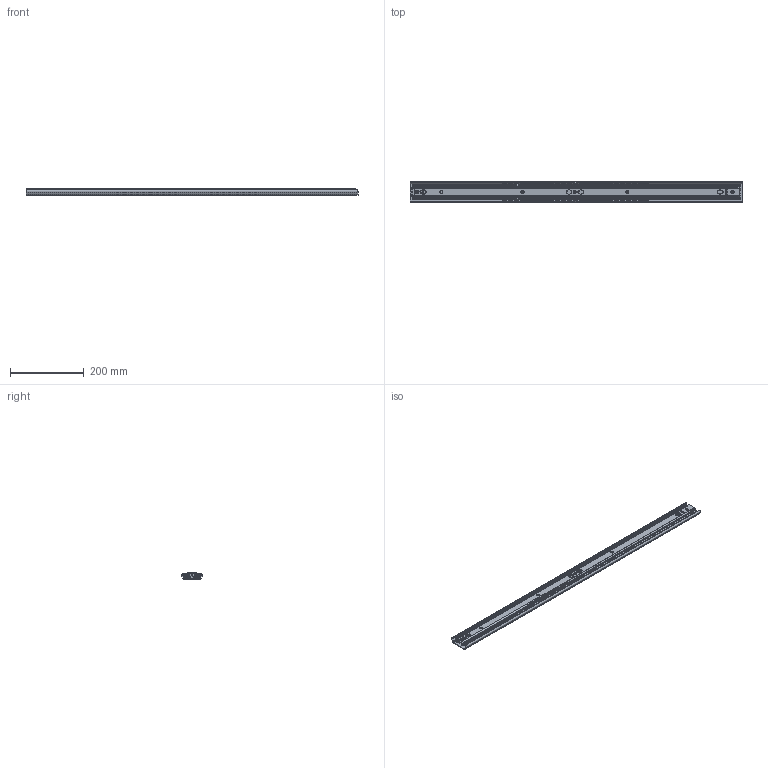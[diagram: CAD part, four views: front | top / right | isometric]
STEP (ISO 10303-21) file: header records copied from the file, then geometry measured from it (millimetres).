
FILE_DESCRIPTION(/* description */ ('ULFHD-D- 900/950mm (17.5) Zinc-Magnesium'),/* implementation_level */ '2;1');
FILE_NAME(/* name */ 'M12-AA9_00_closed.stp',/* time_stamp */ '2025-09-08T11:43:58+02:00',/* author */ ('l.hoffmann'),/* organization */ (''),/* preprocessor_version */ 'ST-DEVELOPER v20',/* originating_system */ 'Autodesk Inventor 2022',/* authorisation */ '');
FILE_SCHEMA (('AUTOMOTIVE_DESIGN { 1 0 10303 214 3 1 1 }'));
Products named in the file (14): M12-M17; 511-M12-M17-HMA; 511-M12-M17-HMA_1; E000173976; E000173973; E000173972; 512-M12-M17-UM2; 512-M12-M17-UM2_1; E000173985; E000173963; E000173983; E000173982; 514-M12-M17-MB3; 514-M12-M17-MB3_1
Assembly tree (62 placements, depth 3):
  M12-M17
    511-M12-M17-HMA
      511-M12-M17-HMA_1
    E000173976
      E000173963
      E000173973
      E000173972  x25
    512-M12-M17-UM2
      512-M12-M17-UM2_1
    E000173985
      E000173963
      E000173983
      E000173982  x25
    514-M12-M17-MB3
      514-M12-M17-MB3_1
Bounding box: 900 x 55.8 x 17.25 mm (x, y, z)
Volume: 324050.3 mm3; surface area: 439941.8 mm2
Topology: 105 solids, 105 shells, 2541 faces, 7596 edges, 5050 vertices
Faces by surface type: plane 1216, cylinder 1149, sphere 100, cone 66, bspline 10
Full cylindrical faces by diameter (mm): 5.56 x50, 6.35 x50, 8 x4, 11 x2
Entity records: 86819 total; most frequent: CARTESIAN_POINT 17387, DIRECTION 14602, ORIENTED_EDGE 14600, EDGE_CURVE 7300, AXIS2_PLACEMENT_3D 5064, VERTEX_POINT 4858, LINE 4474, VECTOR 4474
